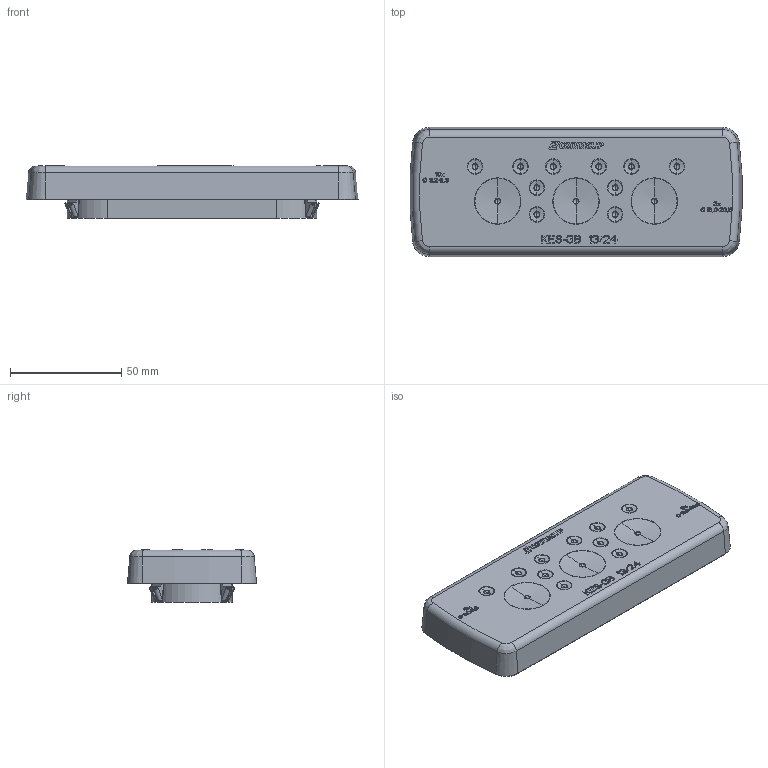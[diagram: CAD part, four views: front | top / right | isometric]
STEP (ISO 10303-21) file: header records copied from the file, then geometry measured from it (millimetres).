
FILE_DESCRIPTION(/* description */ (''),/* implementation_level */ '2;1');
FILE_NAME(/* name */ 'KES-GB_13-24.stp',/* time_stamp */ '2018-01-25T12:17:56+01:00',/* author */ (''),/* organization */ (''),/* preprocessor_version */ 'ST-DEVELOPER v16',/* originating_system */ 'SIEMENS PLM Software NX 10.0',/* authorisation */ '');
FILE_SCHEMA (('CONFIG_CONTROL_DESIGN'));
Length unit declared in the file: millimetre
Products named in the file (1): KES-GB_13-24_stp
Bounding box: 149.26 x 58.07 x 23.65 mm (x, y, z)
Volume: 153031.4 mm3; surface area: 25782.6 mm2
Topology: 1 solids, 1 shells, 1553 faces, 4236 edges, 2747 vertices
Faces by surface type: plane 1205, cylinder 112, torus 82, sphere 76, bspline 52, cone 26
Full cylindrical faces by diameter (mm): 3.3 x4
Entity records: 51094 total; most frequent: CARTESIAN_POINT 11977, ORIENTED_EDGE 8388, DIRECTION 7608, EDGE_CURVE 4194, LINE 3476, VECTOR 3476, VERTEX_POINT 2743, AXIS2_PLACEMENT_3D 2066
